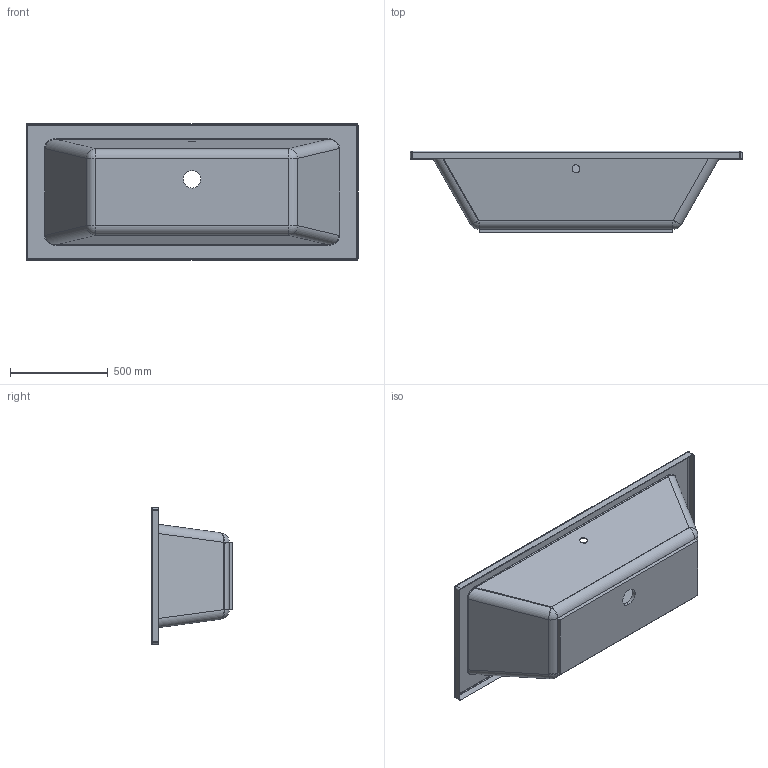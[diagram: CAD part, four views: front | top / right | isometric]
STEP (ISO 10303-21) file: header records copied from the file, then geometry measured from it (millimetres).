
FILE_DESCRIPTION (( 'STEP AP214' ), '1' );
FILE_NAME ('20146_Step_v10621.STEP', '2021-07-08T10:13:46', ( '' ), ( '' ), 'SwSTEP 2.0', 'SolidWorks 2019', '' );
FILE_SCHEMA (( 'AUTOMOTIVE_DESIGN' ));
Length unit declared in the file: millimetre
Products named in the file (1): 20146_Step_v10621
Bounding box: 1700 x 418 x 700 mm (x, y, z)
Volume: 9357695.2 mm3; surface area: 5505540.9 mm2
Topology: 2 solids, 2 shells, 91 faces, 220 edges, 132 vertices
Faces by surface type: cylinder 32, plane 23, bspline 22, torus 10, sphere 4
Entity records: 32314 total; most frequent: CARTESIAN_POINT 30307, ORIENTED_EDGE 432, DIRECTION 376, EDGE_CURVE 216, AXIS2_PLACEMENT_3D 148, VERTEX_POINT 132, EDGE_LOOP 100, ADVANCED_FACE 91
